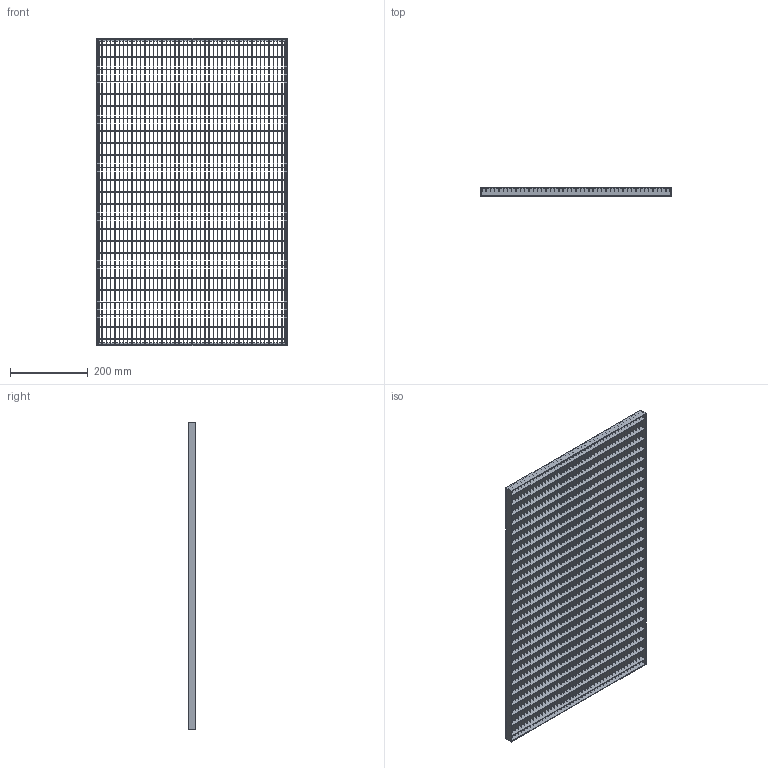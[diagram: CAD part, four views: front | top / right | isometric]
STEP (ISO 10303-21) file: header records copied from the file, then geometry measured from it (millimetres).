
FILE_DESCRIPTION (( 'STEP AP203' ), '1' );
FILE_NAME ('23-49793120-7.step', '2015-08-26T23:00:25', ( '' ), ( '' ), 'SwSTEP 2.0', 'SolidWorks 2015', '' );
FILE_SCHEMA (( 'CONFIG_CONTROL_DESIGN' ));
Products named in the file (1): 23-49793120-7
Bounding box: 490 x 20 x 790 mm (x, y, z)
Volume: 828719 mm3; surface area: 1367027 mm2
Topology: 1 solids, 1 shells, 3958 faces, 15212 edges, 10136 vertices
Faces by surface type: plane 3958
Entity records: 160847 total; most frequent: ORIENTED_EDGE 30424, CARTESIAN_POINT 29325, DIRECTION 23124, EDGE_CURVE 15212, VECTOR 15206, LINE 15206, VERTEX_POINT 10136, EDGE_LOOP 5126
